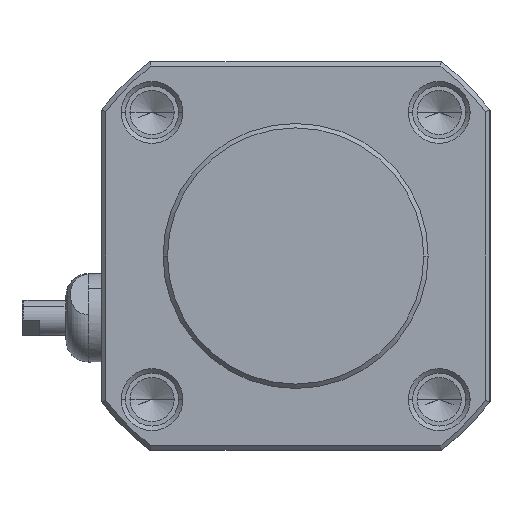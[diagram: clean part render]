
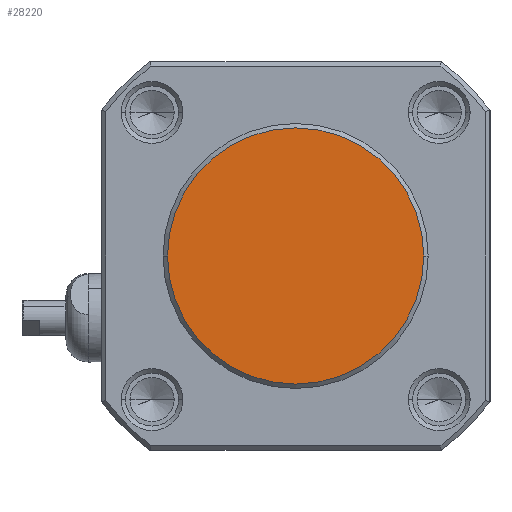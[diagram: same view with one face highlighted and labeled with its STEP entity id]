
A CAD part, left-side view. The second image highlights one B-rep face of the part: STEP entity #28220.
In plain terms, the highlighted planar face has unit normal (-1, 0, 0).
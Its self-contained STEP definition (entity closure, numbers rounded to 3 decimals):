
#84 = CARTESIAN_POINT ( 'NONE',  ( 0., 0., 0. ) ) ;
#3333 = CARTESIAN_POINT ( 'NONE',  ( 0., 0., 0. ) ) ;
#3553 = EDGE_LOOP ( 'NONE', ( #23272, #31085 ) ) ;
#4359 = VERTEX_POINT ( 'NONE', #12261 ) ;
#6983 = CIRCLE ( 'NONE', #29863, 14.5 ) ;
#8439 = DIRECTION ( 'NONE',  ( 0., 0., -1. ) ) ;
#9124 = EDGE_CURVE ( 'NONE', #27286, #4359, #25273, .T. ) ;
#10276 = DIRECTION ( 'NONE',  ( -1., 0., 0. ) ) ;
#12261 = CARTESIAN_POINT ( 'NONE',  ( 0., 0., 14.5 ) ) ;
#13502 = DIRECTION ( 'NONE',  ( -1., 0., 0. ) ) ;
#14639 = AXIS2_PLACEMENT_3D ( 'NONE', #3333, #13502, #23656 ) ;
#16131 = CARTESIAN_POINT ( 'NONE',  ( 0., 0., 0. ) ) ;
#18468 = DIRECTION ( 'NONE',  ( 1., 0., 0. ) ) ;
#23272 = ORIENTED_EDGE ( 'NONE', *, *, #9124, .T. ) ;
#23656 = DIRECTION ( 'NONE',  ( 0., 0., -1. ) ) ;
#24621 = AXIS2_PLACEMENT_3D ( 'NONE', #16131, #18468, #28632 ) ;
#25273 = CIRCLE ( 'NONE', #14639, 14.5 ) ;
#26511 = CARTESIAN_POINT ( 'NONE',  ( 0., 0., -14.5 ) ) ;
#27286 = VERTEX_POINT ( 'NONE', #26511 ) ;
#28220 = ADVANCED_FACE ( 'NONE', ( #28966 ), #31289, .F. ) ;
#28632 = DIRECTION ( 'NONE',  ( 0., 0., -1. ) ) ;
#28966 = FACE_OUTER_BOUND ( 'NONE', #3553, .T. ) ;
#29863 = AXIS2_PLACEMENT_3D ( 'NONE', #84, #10276, #8439 ) ;
#31085 = ORIENTED_EDGE ( 'NONE', *, *, #32720, .T. ) ;
#31289 = PLANE ( 'NONE',  #24621 ) ;
#32720 = EDGE_CURVE ( 'NONE', #4359, #27286, #6983, .T. ) ;
